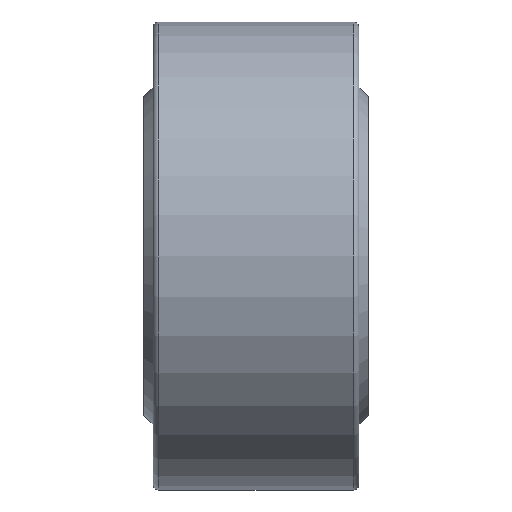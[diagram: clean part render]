
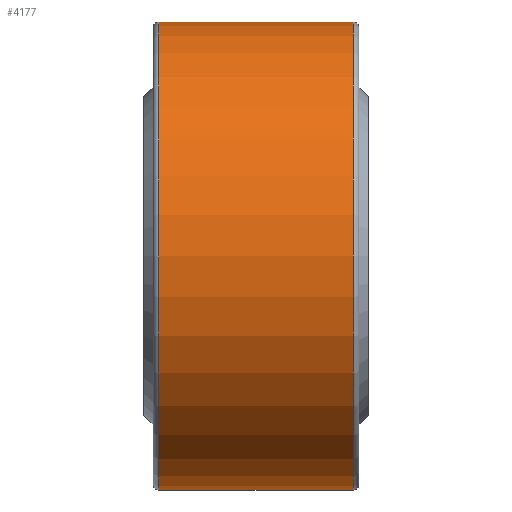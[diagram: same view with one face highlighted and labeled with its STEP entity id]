
A CAD part, front view. The second image highlights one B-rep face of the part: STEP entity #4177.
In plain terms, the highlighted cylindrical face has radius 62.5 mm (diameter 125 mm), a partial arc.
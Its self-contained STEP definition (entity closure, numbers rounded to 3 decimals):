
#190 = CARTESIAN_POINT ( 'NONE',  ( -69.595, 0., 0. ) ) ;
#215 = DIRECTION ( 'NONE',  ( -1., 0., 0. ) ) ;
#256 = CARTESIAN_POINT ( 'NONE',  ( 26., 0., 62.5 ) ) ;
#381 = EDGE_CURVE ( 'NONE', #3492, #2317, #1962, .T. ) ;
#435 = DIRECTION ( 'NONE',  ( 0., 0., -1. ) ) ;
#470 = DIRECTION ( 'NONE',  ( 1., 0., 0. ) ) ;
#549 = CYLINDRICAL_SURFACE ( 'NONE', #805, 62.5 ) ;
#587 = ORIENTED_EDGE ( 'NONE', *, *, #2996, .T. ) ;
#805 = AXIS2_PLACEMENT_3D ( 'NONE', #190, #215, #3139 ) ;
#901 = AXIS2_PLACEMENT_3D ( 'NONE', #5070, #470, #435 ) ;
#998 = VECTOR ( 'NONE', #2575, 1000. ) ;
#1358 = ORIENTED_EDGE ( 'NONE', *, *, #3564, .T. ) ;
#1464 = DIRECTION ( 'NONE',  ( -1., 0., 0. ) ) ;
#1887 = CIRCLE ( 'NONE', #901, 62.5 ) ;
#1929 = LINE ( 'NONE', #5332, #2058 ) ;
#1962 = CIRCLE ( 'NONE', #4266, 62.5 ) ;
#2058 = VECTOR ( 'NONE', #5396, 1000. ) ;
#2317 = VERTEX_POINT ( 'NONE', #256 ) ;
#2567 = CARTESIAN_POINT ( 'NONE',  ( -26., 0., 62.5 ) ) ;
#2575 = DIRECTION ( 'NONE',  ( -1., 0., 0. ) ) ;
#2996 = EDGE_CURVE ( 'NONE', #3779, #4501, #1887, .T. ) ;
#3117 = ORIENTED_EDGE ( 'NONE', *, *, #381, .T. ) ;
#3139 = DIRECTION ( 'NONE',  ( 0., 0., 1. ) ) ;
#3158 = DIRECTION ( 'NONE',  ( 0., 0., 1. ) ) ;
#3321 = ORIENTED_EDGE ( 'NONE', *, *, #4837, .F. ) ;
#3492 = VERTEX_POINT ( 'NONE', #5430 ) ;
#3531 = CARTESIAN_POINT ( 'NONE',  ( -26., 0., -62.5 ) ) ;
#3564 = EDGE_CURVE ( 'NONE', #2317, #3779, #4693, .T. ) ;
#3578 = FACE_OUTER_BOUND ( 'NONE', #4449, .T. ) ;
#3779 = VERTEX_POINT ( 'NONE', #2567 ) ;
#4177 = ADVANCED_FACE ( 'NONE', ( #3578 ), #549, .T. ) ;
#4266 = AXIS2_PLACEMENT_3D ( 'NONE', #5290, #1464, #3158 ) ;
#4449 = EDGE_LOOP ( 'NONE', ( #3321, #3117, #1358, #587 ) ) ;
#4501 = VERTEX_POINT ( 'NONE', #3531 ) ;
#4693 = LINE ( 'NONE', #4718, #998 ) ;
#4718 = CARTESIAN_POINT ( 'NONE',  ( -69.595, 0., 62.5 ) ) ;
#4837 = EDGE_CURVE ( 'NONE', #3492, #4501, #1929, .T. ) ;
#5070 = CARTESIAN_POINT ( 'NONE',  ( -26., 0., 0. ) ) ;
#5290 = CARTESIAN_POINT ( 'NONE',  ( 26., 0., 0. ) ) ;
#5332 = CARTESIAN_POINT ( 'NONE',  ( -69.595, 0., -62.5 ) ) ;
#5396 = DIRECTION ( 'NONE',  ( -1., 0., 0. ) ) ;
#5430 = CARTESIAN_POINT ( 'NONE',  ( 26., 0., -62.5 ) ) ;
